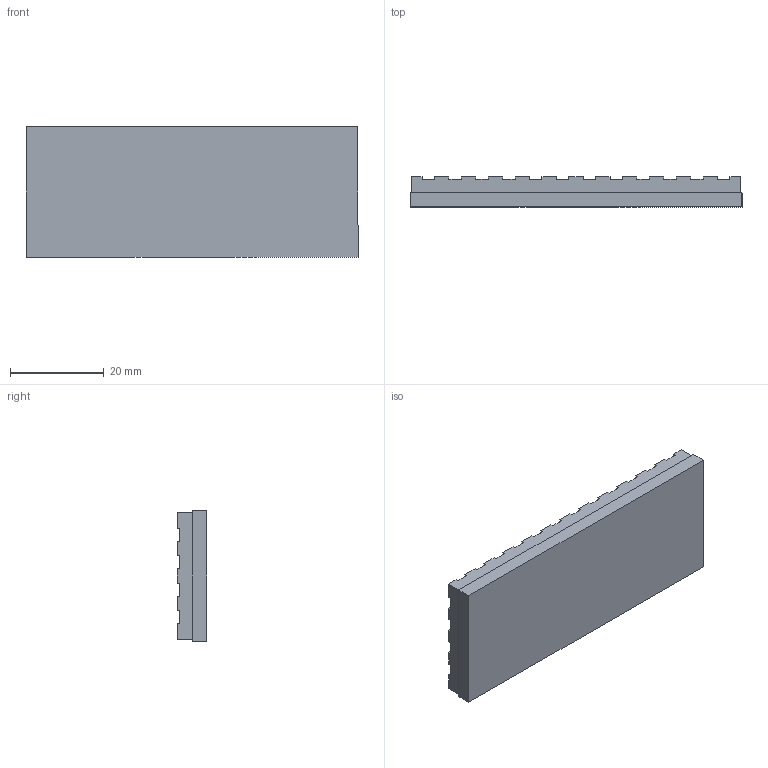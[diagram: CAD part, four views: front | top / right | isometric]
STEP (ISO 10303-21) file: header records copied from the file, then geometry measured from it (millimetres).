
FILE_DESCRIPTION (( 'STEP AP214' ), '1' );
FILE_NAME ('rf frame assembly.STEP', '2018-08-31T21:06:12', ( '' ), ( '' ), 'SwSTEP 2.0', 'SolidWorks 2015', '' );
FILE_SCHEMA (( 'AUTOMOTIVE_DESIGN' ));
Length unit declared in the file: millimetre
Products named in the file (3): rf frame assembly; rf frame; rf cover
Assembly tree (2 placements, depth 2):
  rf frame assembly
    rf frame
    rf cover
Bounding box: 70.66 x 6.38 x 27.79 mm (x, y, z)
Volume: 1503.1 mm3; surface area: 8191.8 mm2
Topology: 2 solids, 2 shells, 243 faces, 714 edges, 476 vertices
Faces by surface type: plane 197, cylinder 46
Entity records: 8182 total; most frequent: CARTESIAN_POINT 1438, ORIENTED_EDGE 1428, DIRECTION 1302, EDGE_CURVE 714, VECTOR 622, LINE 622, VERTEX_POINT 476, AXIS2_PLACEMENT_3D 340
